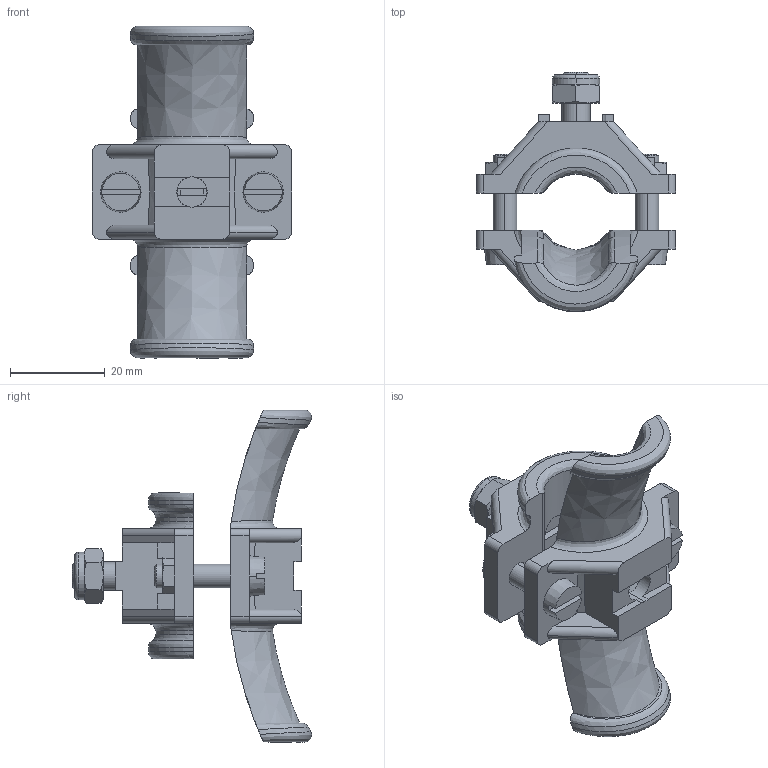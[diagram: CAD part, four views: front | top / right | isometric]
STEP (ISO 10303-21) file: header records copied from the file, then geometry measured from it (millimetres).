
FILE_DESCRIPTION (( 'STEP AP214' ), '1' );
FILE_NAME ('0020337.step', '2022-08-05T12:24:44', ( '' ), ( '' ), 'SwSTEP 2.0', 'SolidWorks 2020', '' );
FILE_SCHEMA (( 'AUTOMOTIVE_DESIGN' ));
Length unit declared in the file: millimetre
Products named in the file (1): 0020337
Bounding box: 42 x 50.45 x 70 mm (x, y, z)
Surface area: 12658.7 mm2 (no closed solid volume)
Topology: 0 solids, 10 shells, 252 faces, 713 edges, 465 vertices
Faces by surface type: plane 130, cylinder 53, cone 36, bspline 33
Entity records: 12093 total; most frequent: CARTESIAN_POINT 6218, ORIENTED_EDGE 1326, DIRECTION 998, EDGE_CURVE 713, VERTEX_POINT 465, AXIS2_PLACEMENT_3D 353, LINE 292, VECTOR 292
